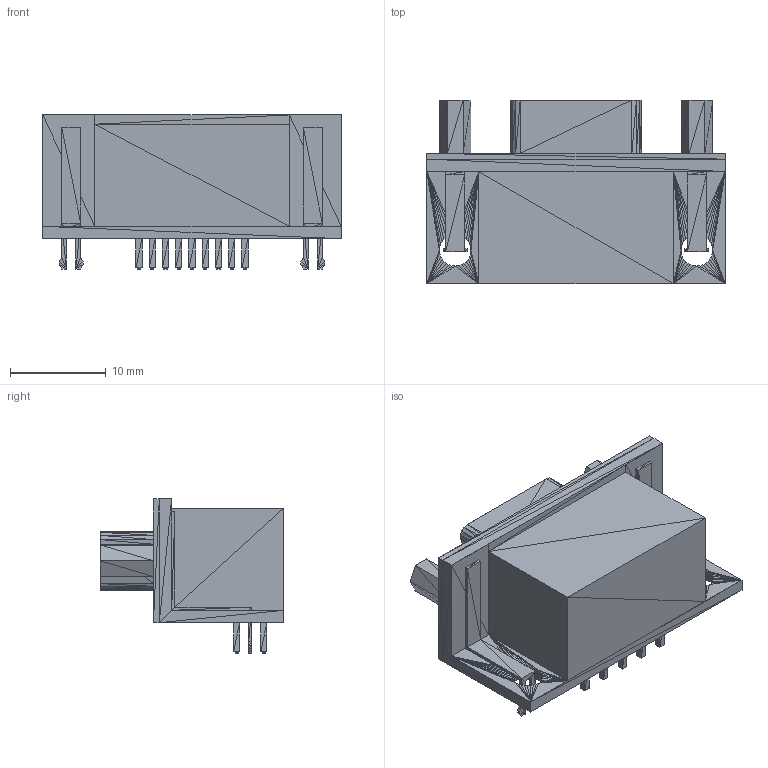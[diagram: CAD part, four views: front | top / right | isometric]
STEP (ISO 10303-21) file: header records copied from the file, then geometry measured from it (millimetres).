
FILE_DESCRIPTION(('STEP AP214'),'1');
FILE_NAME('CONN_5747840-4','2019-03-29T21:23:50',(''),(''),'','','');
FILE_SCHEMA(('AUTOMOTIVE_DESIGN'));
Length unit declared in the file: millimetre
Products named in the file (1): product
Bounding box: 31.19 x 19.18 x 16.1 mm (x, y, z)
Surface area: 3770.2 mm2 (no closed solid volume)
Topology: 0 solids, 1298 shells, 1298 faces, 3894 edges, 3894 vertices
Faces by surface type: plane 1298
Entity records: 46778 total; most frequent: CARTESIAN_POINT 9087, VERTEX_POINT 7788, DIRECTION 6492, ORIENTED_EDGE 3894, EDGE_CURVE 3894, LINE 3894, VECTOR 3894, AXIS2_PLACEMENT_3D 1299
